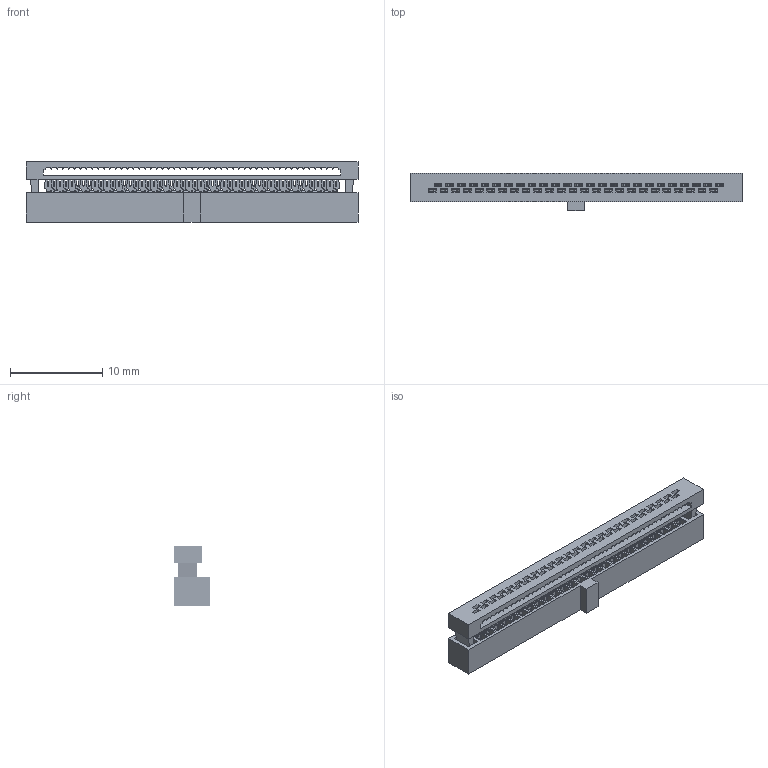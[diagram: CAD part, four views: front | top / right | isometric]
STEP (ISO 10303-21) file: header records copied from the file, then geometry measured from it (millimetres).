
FILE_DESCRIPTION(/* description */ ('Unknown'),/* implementation_level */ '2;1');
FILE_NAME(/* name */ '62705023121',/* time_stamp */ '2020-05-28T10:16:03+02:00',/* author */ ('Unknown'),/* organization */ ('Unknown'),/* preprocessor_version */ 'ST-DEVELOPER v16.7',/* originating_system */ 'DEX',/* authorisation */ $);
FILE_SCHEMA (('AUTOMOTIVE_DESIGN {1 0 10303 214 3 1 1}'));
Length unit declared in the file: millimetre
Products named in the file (4): 6270xx23121_Open; 62705023121; 6270xx23121_Pin; 62705023121_Cable clamp
Assembly tree (52 placements, depth 2):
  6270xx23121_Open
    62705023121
    6270xx23121_Pin  x50
    62705023121_Cable clamp
Bounding box: 35.94 x 4 x 6.53 mm (x, y, z)
Volume: 379 mm3; surface area: 2467.2 mm2
Topology: 52 solids, 52 shells, 7535 faces, 20627 edges, 13250 vertices
Faces by surface type: plane 4675, cylinder 2360, bspline 300, torus 200
Entity records: 43602 total; most frequent: CARTESIAN_POINT 7773, ORIENTED_EDGE 7640, DIRECTION 7038, EDGE_CURVE 3820, LINE 3296, VECTOR 3296, VERTEX_POINT 2470, AXIS2_PLACEMENT_3D 1871
